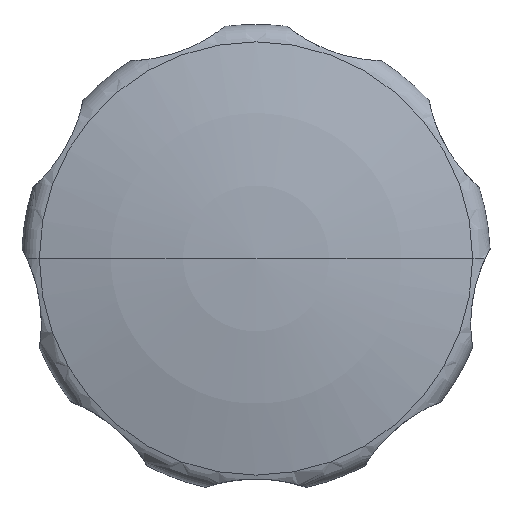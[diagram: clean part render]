
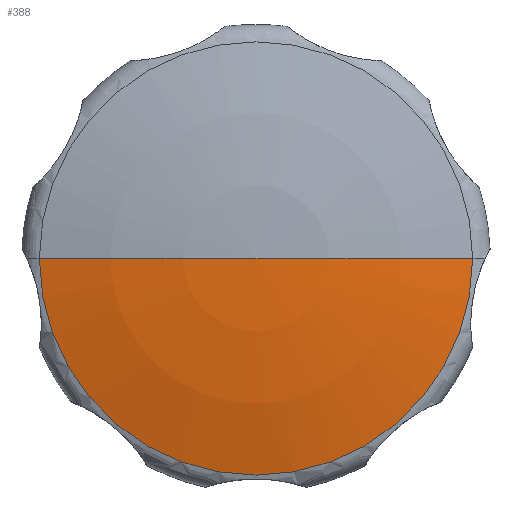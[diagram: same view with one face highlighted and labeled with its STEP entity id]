
A CAD part, top view. The second image highlights one B-rep face of the part: STEP entity #388.
In plain terms, the highlighted spherical face has radius 55.383 mm.
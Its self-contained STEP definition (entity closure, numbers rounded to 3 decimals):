
#290=EDGE_CURVE('',#392,#334,#701,.T.);
#292=VERTEX_POINT('',#703);
#334=VERTEX_POINT('',#748);
#388=ADVANCED_FACE('',(#806),#807,.T.);
#392=VERTEX_POINT('',#811);
#520=EDGE_CURVE('',#292,#334,#953,.T.);
#560=EDGE_CURVE('',#392,#292,#994,.T.);
#701=CIRCLE('',#1201,13.876);
#703=CARTESIAN_POINT('',(0.,0.,29.0));
#748=CARTESIAN_POINT('',(13.876,0.,27.234));
#806=FACE_OUTER_BOUND('',#1532,.T.);
#807=SPHERICAL_SURFACE('',#1533,55.383);
#811=CARTESIAN_POINT('',(-13.876,0.,27.234));
#953=CIRCLE('',#1961,55.383);
#994=CIRCLE('',#2093,55.383);
#1201=AXIS2_PLACEMENT_3D('',#2319,#2320,#2321);
#1532=EDGE_LOOP('',(#2420,#2421,#2422));
#1533=AXIS2_PLACEMENT_3D('',#2423,#2424,#2425);
#1961=AXIS2_PLACEMENT_3D('',#2575,#2576,#2577);
#2093=AXIS2_PLACEMENT_3D('',#2610,#2611,#2612);
#2319=CARTESIAN_POINT('',(0.,0.,27.234));
#2320=DIRECTION('',(0.,0.,1.0));
#2321=DIRECTION('',(-1.0,0.,0.));
#2420=ORIENTED_EDGE('',*,*,#560,.F.);
#2421=ORIENTED_EDGE('',*,*,#290,.T.);
#2422=ORIENTED_EDGE('',*,*,#520,.F.);
#2423=CARTESIAN_POINT('',(0.,0.,-26.383));
#2424=DIRECTION('',(0.,0.,1.0));
#2425=DIRECTION('',(-1.0,0.,0.0));
#2575=CARTESIAN_POINT('',(0.,0.,-26.383));
#2576=DIRECTION('',(0.,1.0,0.));
#2577=DIRECTION('',(0.0,0.,-1.0));
#2610=CARTESIAN_POINT('',(0.,0.,-26.383));
#2611=DIRECTION('',(0.,1.0,0.));
#2612=DIRECTION('',(0.0,0.,-1.0));
